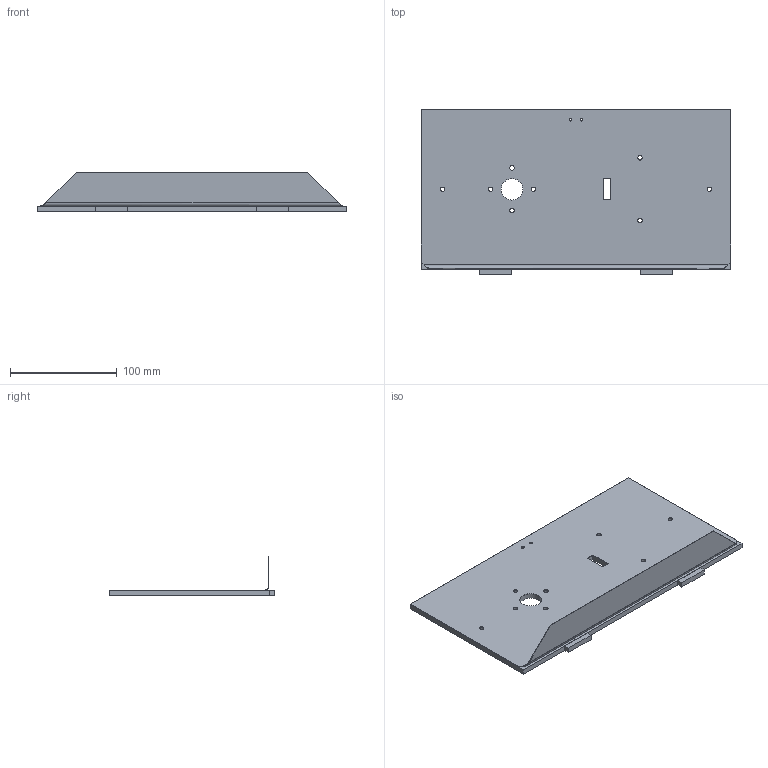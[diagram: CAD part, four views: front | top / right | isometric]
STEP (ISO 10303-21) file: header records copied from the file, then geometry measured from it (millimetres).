
FILE_DESCRIPTION (( 'STEP AP214' ), '1' );
FILE_NAME ('Box_shorter side subassembly_v2.STEP', '2020-04-13T12:20:32', ( '' ), ( '' ), 'SwSTEP 2.0', 'SolidWorks 2019', '' );
FILE_SCHEMA (( 'AUTOMOTIVE_DESIGN' ));
Length unit declared in the file: millimetre
Products named in the file (3): Dimensioned Box_shorter side; Sheet metal shorter side; Box_shorter side subassembly_v2
Assembly tree (2 placements, depth 2):
  Box_shorter side subassembly_v2
    Dimensioned Box_shorter side
    Sheet metal shorter side
Bounding box: 290 x 155.1 x 37.47 mm (x, y, z)
Volume: 242816.7 mm3; surface area: 193884.7 mm2
Topology: 4 solids, 4 shells, 86 faces, 226 edges, 148 vertices
Faces by surface type: cylinder 46, plane 38, bspline 2
Entity records: 2958 total; most frequent: CARTESIAN_POINT 547, DIRECTION 484, ORIENTED_EDGE 452, EDGE_CURVE 226, AXIS2_PLACEMENT_3D 177, VERTEX_POINT 148, EDGE_LOOP 134, LINE 130
